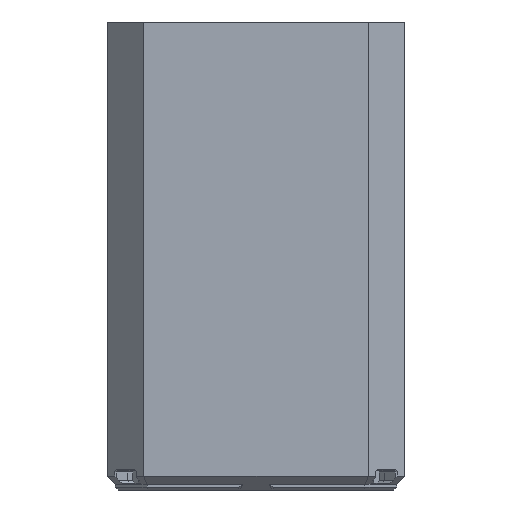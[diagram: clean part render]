
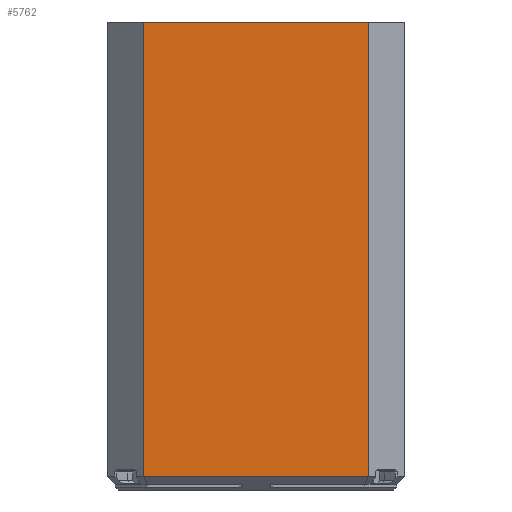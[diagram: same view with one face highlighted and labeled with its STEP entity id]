
A CAD part, left-side view. The second image highlights one B-rep face of the part: STEP entity #5762.
In plain terms, the highlighted planar face has unit normal (-1, 0, 0).
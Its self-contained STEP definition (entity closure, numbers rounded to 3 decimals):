
#20=FACE_OUTER_BOUND('',#348,.T.);
#348=EDGE_LOOP('',(#3749,#3750,#3751,#3752));
#687=LINE('',#7944,#1533);
#688=LINE('',#7946,#1534);
#689=LINE('',#7948,#1535);
#690=LINE('',#7949,#1536);
#1533=VECTOR('',#6433,10.);
#1534=VECTOR('',#6434,10.);
#1535=VECTOR('',#6435,10.);
#1536=VECTOR('',#6436,10.);
#2379=VERTEX_POINT('',#7942);
#2380=VERTEX_POINT('',#7943);
#2381=VERTEX_POINT('',#7945);
#2382=VERTEX_POINT('',#7947);
#2903=EDGE_CURVE('',#2379,#2380,#687,.T.);
#2904=EDGE_CURVE('',#2381,#2380,#688,.T.);
#2905=EDGE_CURVE('',#2381,#2382,#689,.T.);
#2906=EDGE_CURVE('',#2379,#2382,#690,.T.);
#3749=ORIENTED_EDGE('',*,*,#2903,.T.);
#3750=ORIENTED_EDGE('',*,*,#2904,.F.);
#3751=ORIENTED_EDGE('',*,*,#2905,.T.);
#3752=ORIENTED_EDGE('',*,*,#2906,.F.);
#5434=PLANE('',#6092);
#5762=ADVANCED_FACE('',(#20),#5434,.T.);
#6092=AXIS2_PLACEMENT_3D('',#7941,#6431,#6432);
#6431=DIRECTION('center_axis',(-1.,0.,0.));
#6432=DIRECTION('ref_axis',(0.,-1.,0.));
#6433=DIRECTION('',(0.,0.,-1.));
#6434=DIRECTION('',(0.,1.,0.));
#6435=DIRECTION('',(0.,0.,1.));
#6436=DIRECTION('',(0.,-1.,0.));
#7941=CARTESIAN_POINT('Origin',(-21.5,16.228,4.2));
#7942=CARTESIAN_POINT('',(-21.5,16.228,67.6));
#7943=CARTESIAN_POINT('',(-21.5,16.228,2.));
#7944=CARTESIAN_POINT('',(-21.5,16.228,4.2));
#7945=CARTESIAN_POINT('',(-21.5,-16.228,2.));
#7946=CARTESIAN_POINT('',(-21.5,-16.228,2.));
#7947=CARTESIAN_POINT('',(-21.5,-16.228,67.6));
#7948=CARTESIAN_POINT('',(-21.5,-16.228,4.2));
#7949=CARTESIAN_POINT('',(-21.5,-16.228,67.6));
